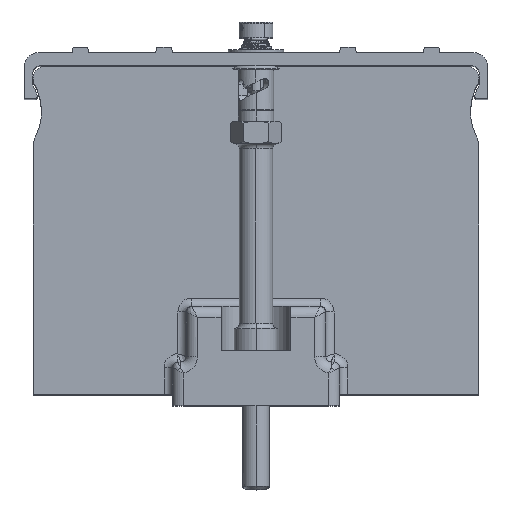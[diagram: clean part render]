
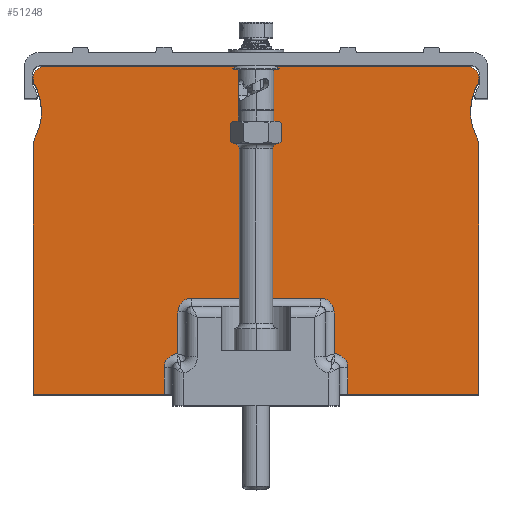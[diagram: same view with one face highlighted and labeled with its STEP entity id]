
A CAD part, top view. The second image highlights one B-rep face of the part: STEP entity #51248.
In plain terms, the highlighted planar face has unit normal (0, 0, 1).
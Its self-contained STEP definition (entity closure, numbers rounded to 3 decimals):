
#19746=CARTESIAN_POINT('',(-48.5,52.8,72.5));
#19747=DIRECTION('',(0.,0.,-1.));
#19748=DIRECTION('',(0.857,0.515,0.));
#19749=AXIS2_PLACEMENT_3D('',#19746,#19747,#19748);
#19751=CARTESIAN_POINT('',(-39.5,58.208,72.5));
#19752=DIRECTION('',(0.,0.,-1.));
#19753=DIRECTION('',(-0.857,-0.515,0.));
#19754=AXIS2_PLACEMENT_3D('',#19751,#19752,#19753);
#19756=DIRECTION('',(0.,1.,0.));
#19757=VECTOR('',#19756,0.592);
#19758=CARTESIAN_POINT('',(-40.,58.208,72.5));
#19759=LINE('',#19758,#19757);
#19760=CARTESIAN_POINT('',(-38.,58.8,72.5));
#19761=DIRECTION('',(0.,0.,-1.));
#19762=DIRECTION('',(-1.,0.,0.));
#19763=AXIS2_PLACEMENT_3D('',#19760,#19761,#19762);
#19765=DIRECTION('',(1.,0.,0.));
#19766=VECTOR('',#19765,76.);
#19767=CARTESIAN_POINT('',(-38.,60.8,72.5));
#19768=LINE('',#19767,#19766);
#19769=CARTESIAN_POINT('',(38.,58.8,72.5));
#19770=DIRECTION('',(0.,0.,-1.));
#19771=DIRECTION('',(0.,1.,0.));
#19772=AXIS2_PLACEMENT_3D('',#19769,#19770,#19771);
#19774=DIRECTION('',(0.,-1.,0.));
#19775=VECTOR('',#19774,0.592);
#19776=CARTESIAN_POINT('',(40.,58.8,72.5));
#19777=LINE('',#19776,#19775);
#19778=CARTESIAN_POINT('',(39.5,58.208,72.5));
#19779=DIRECTION('',(0.,0.,1.));
#19780=DIRECTION('',(0.857,-0.515,0.));
#19781=AXIS2_PLACEMENT_3D('',#19778,#19779,#19780);
#19783=CARTESIAN_POINT('',(48.5,52.8,72.5));
#19784=DIRECTION('',(0.,0.,1.));
#19785=DIRECTION('',(-0.857,0.515,0.));
#19786=AXIS2_PLACEMENT_3D('',#19783,#19784,#19785);
#19788=CARTESIAN_POINT('',(35.,46.262,72.5));
#19789=DIRECTION('',(0.,0.,1.));
#19790=DIRECTION('',(1.,0.,0.));
#19791=AXIS2_PLACEMENT_3D('',#19788,#19789,#19790);
#19793=DIRECTION('',(0.,-1.,0.));
#19794=VECTOR('',#19793,44.262);
#19795=CARTESIAN_POINT('',(40.,46.262,72.5));
#19796=LINE('',#19795,#19794);
#19797=DIRECTION('',(-1.,0.,0.));
#19798=VECTOR('',#19797,23.5);
#19799=CARTESIAN_POINT('',(40.,2.,72.5));
#19800=LINE('',#19799,#19798);
#19801=DIRECTION('',(0.,1.,0.));
#19802=VECTOR('',#19801,4.8);
#19803=CARTESIAN_POINT('',(16.5,2.,72.5));
#19804=LINE('',#19803,#19802);
#19805=CARTESIAN_POINT('',(14.,6.8,72.5));
#19806=DIRECTION('',(0.,0.,1.));
#19807=DIRECTION('',(1.,0.,0.));
#19808=AXIS2_PLACEMENT_3D('',#19805,#19806,#19807);
#19810=DIRECTION('',(0.,1.,0.));
#19811=VECTOR('',#19810,7.5);
#19812=CARTESIAN_POINT('',(14.,9.3,72.5));
#19813=LINE('',#19812,#19811);
#19814=CARTESIAN_POINT('',(11.5,16.8,72.5));
#19815=DIRECTION('',(0.,0.,1.));
#19816=DIRECTION('',(1.,0.,0.));
#19817=AXIS2_PLACEMENT_3D('',#19814,#19815,#19816);
#19819=DIRECTION('',(-1.,0.,0.));
#19820=VECTOR('',#19819,23.);
#19821=CARTESIAN_POINT('',(11.5,19.3,72.5));
#19822=LINE('',#19821,#19820);
#19823=CARTESIAN_POINT('',(-11.5,16.8,72.5));
#19824=DIRECTION('',(0.,0.,1.));
#19825=DIRECTION('',(0.,1.,0.));
#19826=AXIS2_PLACEMENT_3D('',#19823,#19824,#19825);
#19828=DIRECTION('',(0.,-1.,0.));
#19829=VECTOR('',#19828,7.5);
#19830=CARTESIAN_POINT('',(-14.,16.8,72.5));
#19831=LINE('',#19830,#19829);
#19832=CARTESIAN_POINT('',(-14.,6.8,72.5));
#19833=DIRECTION('',(0.,0.,1.));
#19834=DIRECTION('',(0.,1.,0.));
#19835=AXIS2_PLACEMENT_3D('',#19832,#19833,#19834);
#19837=DIRECTION('',(0.,-1.,0.));
#19838=VECTOR('',#19837,4.8);
#19839=CARTESIAN_POINT('',(-16.5,6.8,72.5));
#19840=LINE('',#19839,#19838);
#19841=DIRECTION('',(-1.,0.,0.));
#19842=VECTOR('',#19841,23.5);
#19843=CARTESIAN_POINT('',(-16.5,2.,72.5));
#19844=LINE('',#19843,#19842);
#19845=DIRECTION('',(0.,1.,0.));
#19846=VECTOR('',#19845,44.262);
#19847=CARTESIAN_POINT('',(-40.,2.,72.5));
#19848=LINE('',#19847,#19846);
#19849=CARTESIAN_POINT('',(-35.,46.262,72.5));
#19850=DIRECTION('',(0.,0.,-1.));
#19851=DIRECTION('',(-1.,0.,0.));
#19852=AXIS2_PLACEMENT_3D('',#19849,#19850,#19851);
#32561=CARTESIAN_POINT('',(-38.,60.8,72.5));
#32562=CARTESIAN_POINT('',(38.,60.8,72.5));
#32563=VERTEX_POINT('',#32561);
#32564=VERTEX_POINT('',#32562);
#32569=CARTESIAN_POINT('',(40.,2.,72.5));
#32571=VERTEX_POINT('',#32569);
#32573=CARTESIAN_POINT('',(-40.,2.,72.5));
#32575=VERTEX_POINT('',#32573);
#32625=CARTESIAN_POINT('',(-40.,58.8,72.5));
#32626=VERTEX_POINT('',#32625);
#32627=CARTESIAN_POINT('',(40.,58.8,72.5));
#32628=VERTEX_POINT('',#32627);
#32942=CARTESIAN_POINT('',(16.5,2.,72.5));
#32943=CARTESIAN_POINT('',(16.5,6.8,72.5));
#32944=VERTEX_POINT('',#32942);
#32945=VERTEX_POINT('',#32943);
#32946=CARTESIAN_POINT('',(14.,9.3,72.5));
#32947=VERTEX_POINT('',#32946);
#32951=CARTESIAN_POINT('',(-14.,16.8,72.5));
#32952=CARTESIAN_POINT('',(-14.,9.3,72.5));
#32953=VERTEX_POINT('',#32951);
#32954=VERTEX_POINT('',#32952);
#32957=CARTESIAN_POINT('',(-11.5,19.3,72.5));
#32958=VERTEX_POINT('',#32957);
#32961=CARTESIAN_POINT('',(11.5,19.3,72.5));
#32962=VERTEX_POINT('',#32961);
#32965=CARTESIAN_POINT('',(14.,16.8,72.5));
#32966=VERTEX_POINT('',#32965);
#32970=CARTESIAN_POINT('',(-16.5,6.8,72.5));
#32971=CARTESIAN_POINT('',(-16.5,2.,72.5));
#32972=VERTEX_POINT('',#32970);
#32973=VERTEX_POINT('',#32971);
#32981=CARTESIAN_POINT('',(39.929,57.951,72.5));
#32982=CARTESIAN_POINT('',(39.5,48.441,72.5));
#32983=VERTEX_POINT('',#32981);
#32984=VERTEX_POINT('',#32982);
#33009=CARTESIAN_POINT('',(40.,58.208,72.5));
#33010=VERTEX_POINT('',#33009);
#33011=CARTESIAN_POINT('',(40.,46.262,72.5));
#33012=VERTEX_POINT('',#33011);
#33049=CARTESIAN_POINT('',(-39.929,57.951,72.5));
#33050=CARTESIAN_POINT('',(-39.5,48.441,72.5));
#33051=VERTEX_POINT('',#33049);
#33052=VERTEX_POINT('',#33050);
#33077=CARTESIAN_POINT('',(-40.,46.262,72.5));
#33078=VERTEX_POINT('',#33077);
#33079=CARTESIAN_POINT('',(-40.,58.208,72.5));
#33080=VERTEX_POINT('',#33079);
#51195=CARTESIAN_POINT('',(0.,0.,72.5));
#51196=DIRECTION('',(0.,0.,1.));
#51197=DIRECTION('',(1.,0.,0.));
#51198=AXIS2_PLACEMENT_3D('',#51195,#51196,#51197);
#51199=PLANE('',#51198);
#51201=ORIENTED_EDGE('',*,*,#51200,.F.);
#51203=ORIENTED_EDGE('',*,*,#51202,.T.);
#51205=ORIENTED_EDGE('',*,*,#51204,.T.);
#51207=ORIENTED_EDGE('',*,*,#51206,.T.);
#51209=ORIENTED_EDGE('',*,*,#51208,.T.);
#51211=ORIENTED_EDGE('',*,*,#51210,.T.);
#51213=ORIENTED_EDGE('',*,*,#51212,.T.);
#51215=ORIENTED_EDGE('',*,*,#51214,.F.);
#51217=ORIENTED_EDGE('',*,*,#51216,.T.);
#51219=ORIENTED_EDGE('',*,*,#51218,.F.);
#51221=ORIENTED_EDGE('',*,*,#51220,.T.);
#51223=ORIENTED_EDGE('',*,*,#51222,.T.);
#51225=ORIENTED_EDGE('',*,*,#51224,.T.);
#51227=ORIENTED_EDGE('',*,*,#51226,.T.);
#51228=ORIENTED_EDGE('',*,*,#51173,.T.);
#51229=ORIENTED_EDGE('',*,*,#51185,.T.);
#51231=ORIENTED_EDGE('',*,*,#51230,.T.);
#51233=ORIENTED_EDGE('',*,*,#51232,.T.);
#51235=ORIENTED_EDGE('',*,*,#51234,.T.);
#51237=ORIENTED_EDGE('',*,*,#51236,.T.);
#51239=ORIENTED_EDGE('',*,*,#51238,.T.);
#51241=ORIENTED_EDGE('',*,*,#51240,.T.);
#51243=ORIENTED_EDGE('',*,*,#51242,.T.);
#51245=ORIENTED_EDGE('',*,*,#51244,.T.);
#51246=EDGE_LOOP('',(#51201,#51203,#51205,#51207,#51209,#51211,#51213,#51215,
#51217,#51219,#51221,#51223,#51225,#51227,#51228,#51229,#51231,#51233,#51235,
#51237,#51239,#51241,#51243,#51245));
#51247=FACE_OUTER_BOUND('',#51246,.F.);
#51248=ADVANCED_FACE('',(#51247),#51199,.T.);
#19750=CIRCLE('',#19749,10.);
#19755=CIRCLE('',#19754,0.5);
#19764=CIRCLE('',#19763,2.);
#19773=CIRCLE('',#19772,2.);
#19782=CIRCLE('',#19781,0.5);
#19787=CIRCLE('',#19786,10.);
#19792=CIRCLE('',#19791,5.);
#19809=CIRCLE('',#19808,2.5);
#19818=CIRCLE('',#19817,2.5);
#19827=CIRCLE('',#19826,2.5);
#19836=CIRCLE('',#19835,2.5);
#19853=CIRCLE('',#19852,5.);
#51173=EDGE_CURVE('',#32947,#32966,#19813,.T.);
#51185=EDGE_CURVE('',#32966,#32962,#19818,.T.);
#51200=EDGE_CURVE('',#33051,#33052,#19750,.T.);
#51202=EDGE_CURVE('',#33051,#33080,#19755,.T.);
#51204=EDGE_CURVE('',#33080,#32626,#19759,.T.);
#51206=EDGE_CURVE('',#32626,#32563,#19764,.T.);
#51208=EDGE_CURVE('',#32563,#32564,#19768,.T.);
#51210=EDGE_CURVE('',#32564,#32628,#19773,.T.);
#51212=EDGE_CURVE('',#32628,#33010,#19777,.T.);
#51214=EDGE_CURVE('',#32983,#33010,#19782,.T.);
#51216=EDGE_CURVE('',#32983,#32984,#19787,.T.);
#51218=EDGE_CURVE('',#33012,#32984,#19792,.T.);
#51220=EDGE_CURVE('',#33012,#32571,#19796,.T.);
#51222=EDGE_CURVE('',#32571,#32944,#19800,.T.);
#51224=EDGE_CURVE('',#32944,#32945,#19804,.T.);
#51226=EDGE_CURVE('',#32945,#32947,#19809,.T.);
#51230=EDGE_CURVE('',#32962,#32958,#19822,.T.);
#51232=EDGE_CURVE('',#32958,#32953,#19827,.T.);
#51234=EDGE_CURVE('',#32953,#32954,#19831,.T.);
#51236=EDGE_CURVE('',#32954,#32972,#19836,.T.);
#51238=EDGE_CURVE('',#32972,#32973,#19840,.T.);
#51240=EDGE_CURVE('',#32973,#32575,#19844,.T.);
#51242=EDGE_CURVE('',#32575,#33078,#19848,.T.);
#51244=EDGE_CURVE('',#33078,#33052,#19853,.T.);
